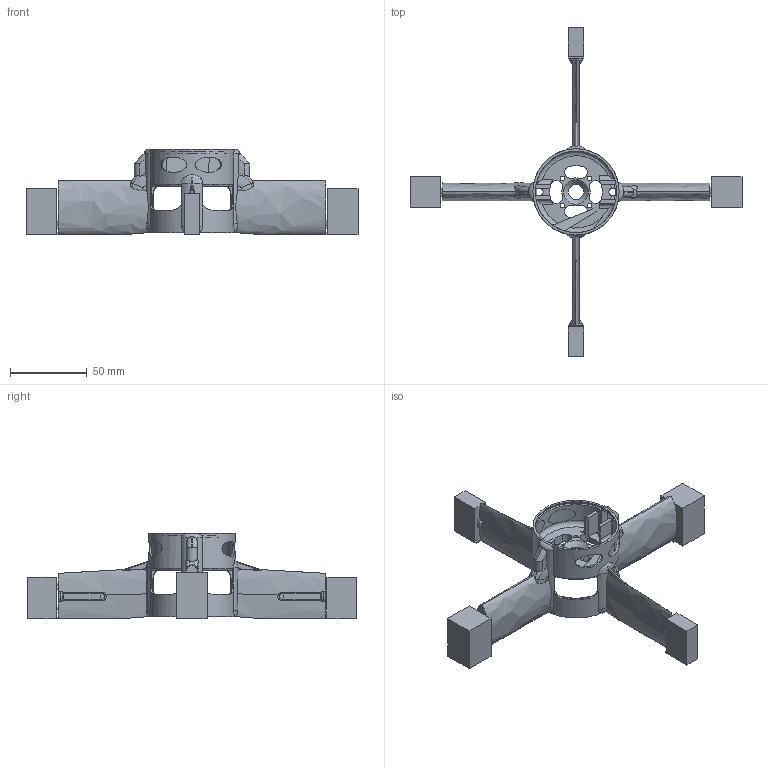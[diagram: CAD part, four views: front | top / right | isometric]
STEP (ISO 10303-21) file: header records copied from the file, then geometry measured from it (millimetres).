
FILE_DESCRIPTION(/* description */ (''),/* implementation_level */ '2;1');
FILE_NAME(/* name */ '2d1e498e-1ab2-4e4b-8631-7697542a259c.stp',/* time_stamp */ '2019-11-19T09:21:48+00:00',/* author */ (''),/* organization */ (''),/* preprocessor_version */ 'ST-DEVELOPER v18',/* originating_system */ 'Autodesk Translation Framework v8.12.0.6',/* authorisation */ '');
FILE_SCHEMA (('AUTOMOTIVE_DESIGN { 1 0 10303 214 3 1 1 }'));
Length unit declared in the file: millimetre
Products named in the file (2): STA-3-A-164_Arm; STA3A002 v3 v1
Assembly tree (1 placements, depth 2):
  STA-3-A-164_Arm
    STA3A002 v3 v1
Bounding box: 215.8 x 213.8 x 55.49 mm (x, y, z)
Volume: 113677.7 mm3; surface area: 50800.1 mm2
Topology: 1 solids, 1 shells, 549 faces, 1636 edges, 1067 vertices
Faces by surface type: cylinder 210, plane 193, bspline 94, torus 43, cone 9
Full cylindrical faces by diameter (mm): 2 x14, 3 x9, 10 x1, 51.225 x1, 53 x1
Entity records: 27078 total; most frequent: CARTESIAN_POINT 13166, ORIENTED_EDGE 3240, DIRECTION 2489, EDGE_CURVE 1620, VERTEX_POINT 1061, AXIS2_PLACEMENT_3D 927, LINE 635, VECTOR 635
